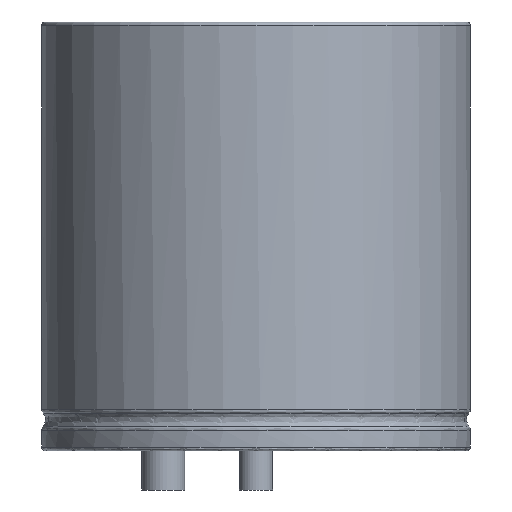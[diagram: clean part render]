
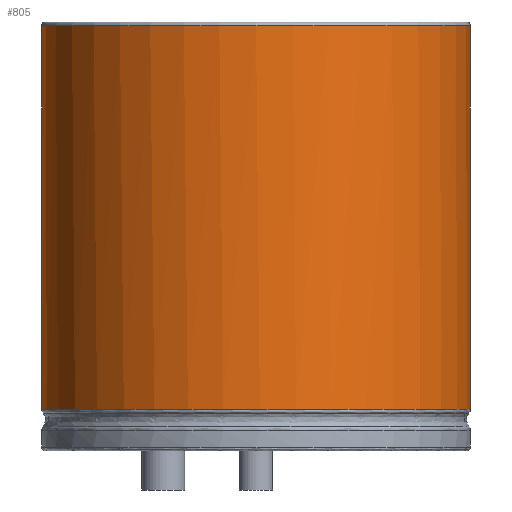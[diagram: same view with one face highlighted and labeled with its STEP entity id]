
A CAD part, left-side view. The second image highlights one B-rep face of the part: STEP entity #805.
In plain terms, the highlighted cylindrical face has radius 11 mm (diameter 22 mm), a partial arc.
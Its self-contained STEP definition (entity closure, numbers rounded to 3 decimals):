
#12=DIRECTION('',(0.,0.,1.));
#115=DIRECTION('',(0.,-0.,-1.));
#116=DIRECTION('',(0.924,-0.383,0.));
#263=VECTOR('',#12,1.);
#562=VERTEX_POINT('',#563);
#563=CARTESIAN_POINT('',(15.163,-4.21,2.135));
#571=ORIENTED_EDGE('',*,*,#572,.T.);
#572=EDGE_CURVE('',#562,#573,#575,.T.);
#573=VERTEX_POINT('',#574);
#574=CARTESIAN_POINT('',(15.163,4.21,2.135));
#575=B_SPLINE_CURVE_WITH_KNOTS('',12,(#576,#577,#578,#579,#580,#581,#582,#583,#584,#585,#586,#587,#588,#589,#590,#591,#592,#593,#594,#595,#596,#597,#598,#599,#600,#601,#602,#603,#604,#605,#606,#607,#608,#609,#610),.UNSPECIFIED.,.F.,.F.,(13,11,11,13),(-2.577,0.,60.476,63.052),.UNSPECIFIED.);
#576=CARTESIAN_POINT('',(16.149,-1.829,2.135));
#577=CARTESIAN_POINT('',(16.066,-2.029,2.135));
#578=CARTESIAN_POINT('',(15.983,-2.228,2.135));
#579=CARTESIAN_POINT('',(15.901,-2.427,2.135));
#580=CARTESIAN_POINT('',(15.818,-2.626,2.135));
#581=CARTESIAN_POINT('',(15.736,-2.825,2.135));
#582=CARTESIAN_POINT('',(15.654,-3.024,2.135));
#583=CARTESIAN_POINT('',(15.572,-3.222,2.135));
#584=CARTESIAN_POINT('',(15.49,-3.42,2.135));
#585=CARTESIAN_POINT('',(15.408,-3.618,2.135));
#586=CARTESIAN_POINT('',(15.326,-3.815,2.135));
#587=CARTESIAN_POINT('',(15.244,-4.013,2.135));
#588=CARTESIAN_POINT('',(13.247,-8.833,2.135));
#589=CARTESIAN_POINT('',(9.007,-12.577,2.135));
#590=CARTESIAN_POINT('',(2.886,-14.06,2.135));
#591=CARTESIAN_POINT('',(-3.677,-12.131,2.135));
#592=CARTESIAN_POINT('',(-8.564,-7.316,2.135));
#593=CARTESIAN_POINT('',(-11.014,0.,2.135));
#594=CARTESIAN_POINT('',(-8.564,7.316,2.135));
#595=CARTESIAN_POINT('',(-3.677,12.131,2.135));
#596=CARTESIAN_POINT('',(2.886,14.06,2.135));
#597=CARTESIAN_POINT('',(9.007,12.577,2.135));
#598=CARTESIAN_POINT('',(13.247,8.833,2.135));
#599=CARTESIAN_POINT('',(15.244,4.013,2.135));
#600=CARTESIAN_POINT('',(15.326,3.815,2.135));
#601=CARTESIAN_POINT('',(15.408,3.618,2.135));
#602=CARTESIAN_POINT('',(15.49,3.42,2.135));
#603=CARTESIAN_POINT('',(15.572,3.222,2.135));
#604=CARTESIAN_POINT('',(15.654,3.024,2.135));
#605=CARTESIAN_POINT('',(15.736,2.825,2.135));
#606=CARTESIAN_POINT('',(15.818,2.626,2.135));
#607=CARTESIAN_POINT('',(15.901,2.427,2.135));
#608=CARTESIAN_POINT('',(15.983,2.228,2.135));
#609=CARTESIAN_POINT('',(16.066,2.029,2.135));
#610=CARTESIAN_POINT('',(16.149,1.829,2.135));
#805=ADVANCED_FACE('',(#806),#825,.T.);
#806=FACE_BOUND('',#807,.F.);
#807=EDGE_LOOP('',(#808,#571,#814,#820));
#808=ORIENTED_EDGE('',*,*,#809,.F.);
#809=EDGE_CURVE('',#562,#810,#812,.T.);
#810=VERTEX_POINT('',#811);
#811=CARTESIAN_POINT('',(15.163,-4.21,21.8));
#812=LINE('',#813,#263);
#813=CARTESIAN_POINT('',(15.163,-4.21,2.));
#814=ORIENTED_EDGE('',*,*,#815,.T.);
#815=EDGE_CURVE('',#573,#816,#818,.T.);
#816=VERTEX_POINT('',#817);
#817=CARTESIAN_POINT('',(15.163,4.21,21.8));
#818=LINE('',#819,#263);
#819=CARTESIAN_POINT('',(15.163,4.21,2.));
#820=ORIENTED_EDGE('',*,*,#821,.F.);
#821=EDGE_CURVE('',#810,#816,#822,.T.);
#822=CIRCLE('',#823,11.);
#823=AXIS2_PLACEMENT_3D('',#824,#115,#116);
#824=CARTESIAN_POINT('',(5.,0.,21.8));
#825=CYLINDRICAL_SURFACE('',#826,11.);
#826=AXIS2_PLACEMENT_3D('',#827,#12,#116);
#827=CARTESIAN_POINT('',(5.,0.,2.));
